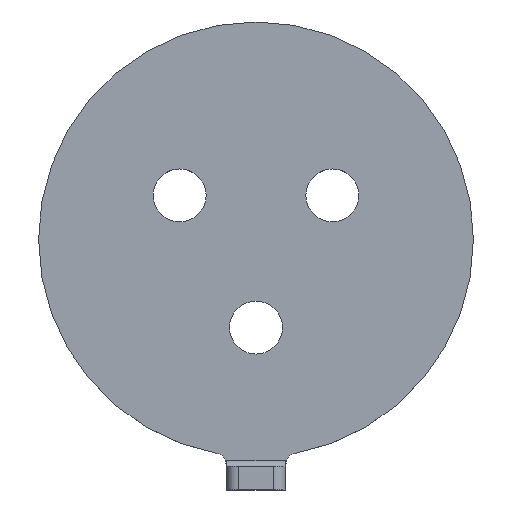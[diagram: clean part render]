
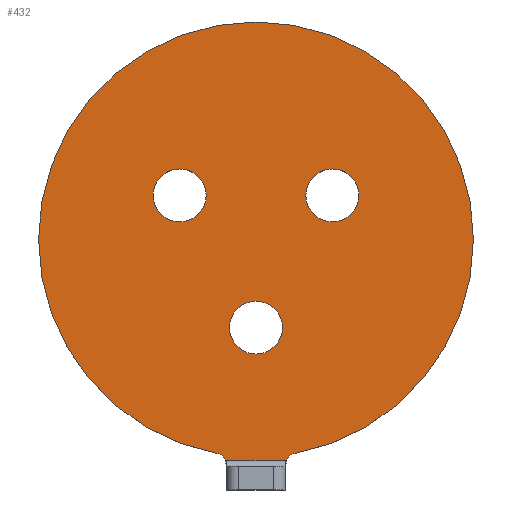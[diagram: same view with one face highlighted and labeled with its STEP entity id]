
A CAD part, top view. The second image highlights one B-rep face of the part: STEP entity #432.
In plain terms, the highlighted planar face has unit normal (0, 0, 1).
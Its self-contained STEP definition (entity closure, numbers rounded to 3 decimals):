
#5 = EDGE_CURVE ( 'NONE', #629, #722, #241, .T. ) ;
#23 = FACE_BOUND ( 'NONE', #903, .T. ) ;
#27 = CARTESIAN_POINT ( 'NONE',  ( -2023.085, -215.287, 726.024 ) ) ;
#28 = DIRECTION ( 'NONE',  ( 0., 0., -1. ) ) ;
#34 = CARTESIAN_POINT ( 'NONE',  ( -2007.153, -234.108, 726.024 ) ) ;
#35 = DIRECTION ( 'NONE',  ( 0., 0., -1. ) ) ;
#46 = AXIS2_PLACEMENT_3D ( 'NONE', #730, #319, #188 ) ;
#65 = EDGE_LOOP ( 'NONE', ( #302, #797, #293, #845, #740, #171 ) ) ;
#83 = EDGE_CURVE ( 'NONE', #629, #482, #724, .T. ) ;
#84 = DIRECTION ( 'NONE',  ( -1., 0., 0. ) ) ;
#94 = CARTESIAN_POINT ( 'NONE',  ( -2004.585, -215.287, 726.024 ) ) ;
#104 = DIRECTION ( 'NONE',  ( 0., 0., 1. ) ) ;
#112 = DIRECTION ( 'NONE',  ( 0., 0., 1. ) ) ;
#133 = FACE_BOUND ( 'NONE', #410, .T. ) ;
#152 = AXIS2_PLACEMENT_3D ( 'NONE', #592, #859, #84 ) ;
#163 = FACE_OUTER_BOUND ( 'NONE', #65, .T. ) ;
#168 = DIRECTION ( 'NONE',  ( 0., 0., 1. ) ) ;
#171 = ORIENTED_EDGE ( 'NONE', *, *, #83, .T. ) ;
#188 = DIRECTION ( 'NONE',  ( -1., 0., 0. ) ) ;
#196 = ORIENTED_EDGE ( 'NONE', *, *, #576, .F. ) ;
#200 = DIRECTION ( 'NONE',  ( 0., 0., -1. ) ) ;
#206 = EDGE_CURVE ( 'NONE', #729, #819, #674, .T. ) ;
#236 = DIRECTION ( 'NONE',  ( -1., 0., 0. ) ) ;
#238 = DIRECTION ( 'NONE',  ( -1., 0., 0. ) ) ;
#240 = DIRECTION ( 'NONE',  ( -1., 0., 0. ) ) ;
#241 = CIRCLE ( 'NONE', #46, 18.5 ) ;
#248 = CARTESIAN_POINT ( 'NONE',  ( -2008.83, -211.537, 726.024 ) ) ;
#258 = CARTESIAN_POINT ( 'NONE',  ( -1998.09, -211.537, 726.024 ) ) ;
#262 = CARTESIAN_POINT ( 'NONE',  ( -2006.835, -222.787, 726.024 ) ) ;
#269 = VERTEX_POINT ( 'NONE', #567 ) ;
#293 = ORIENTED_EDGE ( 'NONE', *, *, #206, .F. ) ;
#302 = ORIENTED_EDGE ( 'NONE', *, *, #651, .F. ) ;
#319 = DIRECTION ( 'NONE',  ( 0., 0., -1. ) ) ;
#333 = CARTESIAN_POINT ( 'NONE',  ( -2001.264, -233.487, 726.024 ) ) ;
#335 = CARTESIAN_POINT ( 'NONE',  ( -2004.585, -222.787, 726.024 ) ) ;
#336 = AXIS2_PLACEMENT_3D ( 'NONE', #902, #200, #565 ) ;
#343 = CARTESIAN_POINT ( 'NONE',  ( -2008.085, -234.47, 726.024 ) ) ;
#362 = EDGE_CURVE ( 'NONE', #269, #556, #721, .T. ) ;
#365 = VECTOR ( 'NONE', #240, 1000. ) ;
#370 = AXIS2_PLACEMENT_3D ( 'NONE', #448, #104, #597 ) ;
#396 = AXIS2_PLACEMENT_3D ( 'NONE', #526, #35, #236 ) ;
#405 = CIRCLE ( 'NONE', #484, 2.25 ) ;
#409 = EDGE_CURVE ( 'NONE', #556, #269, #644, .T. ) ;
#410 = EDGE_LOOP ( 'NONE', ( #516, #761 ) ) ;
#430 = AXIS2_PLACEMENT_3D ( 'NONE', #527, #168, #609 ) ;
#432 = ADVANCED_FACE ( 'NONE', ( #806, #23, #133, #163 ), #455, .F. ) ;
#434 = EDGE_CURVE ( 'NONE', #722, #729, #863, .T. ) ;
#444 = CIRCLE ( 'NONE', #430, 2.25 ) ;
#448 = CARTESIAN_POINT ( 'NONE',  ( -2011.08, -211.537, 726.024 ) ) ;
#449 = EDGE_CURVE ( 'NONE', #589, #773, #444, .T. ) ;
#450 = CARTESIAN_POINT ( 'NONE',  ( -1998.09, -211.537, 726.024 ) ) ;
#451 = DIRECTION ( 'NONE',  ( 0., 0., -1. ) ) ;
#455 = PLANE ( 'NONE',  #574 ) ;
#458 = CARTESIAN_POINT ( 'NONE',  ( 0., 0., 726.024 ) ) ;
#461 = CARTESIAN_POINT ( 'NONE',  ( -2002.017, -234.108, 726.024 ) ) ;
#481 = ORIENTED_EDGE ( 'NONE', *, *, #507, .F. ) ;
#482 = VERTEX_POINT ( 'NONE', #34 ) ;
#484 = AXIS2_PLACEMENT_3D ( 'NONE', #335, #112, #532 ) ;
#507 = EDGE_CURVE ( 'NONE', #773, #589, #405, .T. ) ;
#516 = ORIENTED_EDGE ( 'NONE', *, *, #362, .F. ) ;
#519 = DIRECTION ( 'NONE',  ( -1., 0., 0. ) ) ;
#526 = CARTESIAN_POINT ( 'NONE',  ( -2001.085, -234.47, 726.024 ) ) ;
#527 = CARTESIAN_POINT ( 'NONE',  ( -2004.585, -222.787, 726.024 ) ) ;
#530 = VERTEX_POINT ( 'NONE', #461 ) ;
#532 = DIRECTION ( 'NONE',  ( -1., 0., 0. ) ) ;
#542 = LINE ( 'NONE', #677, #365 ) ;
#546 = VERTEX_POINT ( 'NONE', #816 ) ;
#554 = DIRECTION ( 'NONE',  ( 0., 0., -1. ) ) ;
#555 = CARTESIAN_POINT ( 'NONE',  ( -1986.085, -215.287, 726.024 ) ) ;
#556 = VERTEX_POINT ( 'NONE', #248 ) ;
#563 = CIRCLE ( 'NONE', #898, 2.25 ) ;
#565 = DIRECTION ( 'NONE',  ( -1., 0., 0. ) ) ;
#567 = CARTESIAN_POINT ( 'NONE',  ( -2013.33, -211.537, 726.024 ) ) ;
#574 = AXIS2_PLACEMENT_3D ( 'NONE', #458, #451, #519 ) ;
#576 = EDGE_CURVE ( 'NONE', #775, #546, #604, .T. ) ;
#579 = ORIENTED_EDGE ( 'NONE', *, *, #449, .F. ) ;
#589 = VERTEX_POINT ( 'NONE', #813 ) ;
#592 = CARTESIAN_POINT ( 'NONE',  ( -2011.08, -211.537, 726.024 ) ) ;
#597 = DIRECTION ( 'NONE',  ( -1., 0., 0. ) ) ;
#600 = CARTESIAN_POINT ( 'NONE',  ( -2007.905, -233.487, 726.024 ) ) ;
#604 = CIRCLE ( 'NONE', #714, 2.25 ) ;
#609 = DIRECTION ( 'NONE',  ( -1., 0., 0. ) ) ;
#613 = DIRECTION ( 'NONE',  ( 1., 0., 0. ) ) ;
#623 = CARTESIAN_POINT ( 'NONE',  ( -1995.84, -211.537, 726.024 ) ) ;
#629 = VERTEX_POINT ( 'NONE', #600 ) ;
#632 = EDGE_CURVE ( 'NONE', #530, #819, #737, .T. ) ;
#644 = CIRCLE ( 'NONE', #370, 2.25 ) ;
#651 = EDGE_CURVE ( 'NONE', #530, #482, #542, .T. ) ;
#653 = ORIENTED_EDGE ( 'NONE', *, *, #857, .F. ) ;
#674 = CIRCLE ( 'NONE', #336, 18.5 ) ;
#677 = CARTESIAN_POINT ( 'NONE',  ( 0., -234.108, 726.024 ) ) ;
#692 = DIRECTION ( 'NONE',  ( -1., 0., 0. ) ) ;
#696 = AXIS2_PLACEMENT_3D ( 'NONE', #94, #28, #803 ) ;
#711 = EDGE_LOOP ( 'NONE', ( #653, #196 ) ) ;
#714 = AXIS2_PLACEMENT_3D ( 'NONE', #450, #880, #238 ) ;
#721 = CIRCLE ( 'NONE', #152, 2.25 ) ;
#722 = VERTEX_POINT ( 'NONE', #27 ) ;
#724 = CIRCLE ( 'NONE', #838, 1. ) ;
#729 = VERTEX_POINT ( 'NONE', #555 ) ;
#730 = CARTESIAN_POINT ( 'NONE',  ( -2004.585, -215.287, 726.024 ) ) ;
#737 = CIRCLE ( 'NONE', #396, 1. ) ;
#740 = ORIENTED_EDGE ( 'NONE', *, *, #5, .F. ) ;
#761 = ORIENTED_EDGE ( 'NONE', *, *, #409, .F. ) ;
#773 = VERTEX_POINT ( 'NONE', #262 ) ;
#775 = VERTEX_POINT ( 'NONE', #623 ) ;
#797 = ORIENTED_EDGE ( 'NONE', *, *, #632, .T. ) ;
#803 = DIRECTION ( 'NONE',  ( -1., 0., 0. ) ) ;
#806 = FACE_BOUND ( 'NONE', #711, .T. ) ;
#813 = CARTESIAN_POINT ( 'NONE',  ( -2002.335, -222.787, 726.024 ) ) ;
#816 = CARTESIAN_POINT ( 'NONE',  ( -2000.34, -211.537, 726.024 ) ) ;
#819 = VERTEX_POINT ( 'NONE', #333 ) ;
#837 = DIRECTION ( 'NONE',  ( 0., 0., 1. ) ) ;
#838 = AXIS2_PLACEMENT_3D ( 'NONE', #343, #554, #613 ) ;
#845 = ORIENTED_EDGE ( 'NONE', *, *, #434, .F. ) ;
#857 = EDGE_CURVE ( 'NONE', #546, #775, #563, .T. ) ;
#859 = DIRECTION ( 'NONE',  ( 0., 0., 1. ) ) ;
#863 = CIRCLE ( 'NONE', #696, 18.5 ) ;
#880 = DIRECTION ( 'NONE',  ( 0., 0., 1. ) ) ;
#898 = AXIS2_PLACEMENT_3D ( 'NONE', #258, #837, #692 ) ;
#902 = CARTESIAN_POINT ( 'NONE',  ( -2004.585, -215.287, 726.024 ) ) ;
#903 = EDGE_LOOP ( 'NONE', ( #481, #579 ) ) ;
